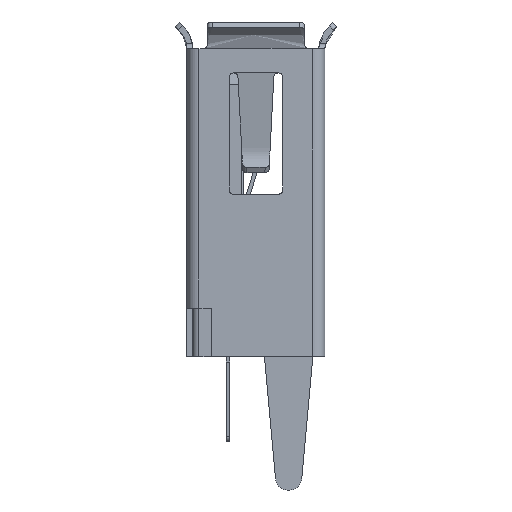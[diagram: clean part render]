
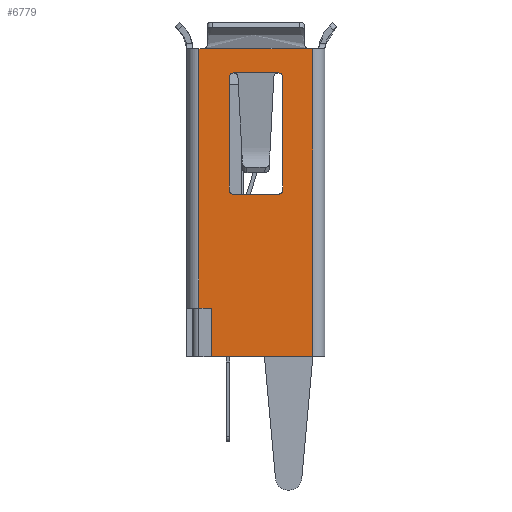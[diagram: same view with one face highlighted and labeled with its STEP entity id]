
A CAD part, left-side view. The second image highlights one B-rep face of the part: STEP entity #6779.
In plain terms, the highlighted planar face has unit normal (-1, 0, 0).
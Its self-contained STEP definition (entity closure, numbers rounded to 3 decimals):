
#161 = VECTOR ( 'NONE', #3967, 1000. ) ;
#241 = FACE_OUTER_BOUND ( 'NONE', #10379, .T. ) ;
#706 = CARTESIAN_POINT ( 'NONE',  ( -6.55, 1.1, 11.53 ) ) ;
#776 = ORIENTED_EDGE ( 'NONE', *, *, #14104, .F. ) ;
#856 = EDGE_CURVE ( 'NONE', #16551, #16489, #17437, .T. ) ;
#1054 = CARTESIAN_POINT ( 'NONE',  ( -6.55, -2.35, 12.7 ) ) ;
#1184 = CARTESIAN_POINT ( 'NONE',  ( -6.55, -0.93, 6.7 ) ) ;
#1213 = VECTOR ( 'NONE', #23076, 1000. ) ;
#1420 = ORIENTED_EDGE ( 'NONE', *, *, #25967, .T. ) ;
#1706 = EDGE_CURVE ( 'NONE', #31466, #18585, #26308, .T. ) ;
#1864 = CIRCLE ( 'NONE', #4976, 0.17 ) ;
#2044 = ORIENTED_EDGE ( 'NONE', *, *, #17037, .F. ) ;
#2155 = LINE ( 'NONE', #2811, #7802 ) ;
#2173 = CIRCLE ( 'NONE', #25085, 0.17 ) ;
#2231 = LINE ( 'NONE', #21795, #9296 ) ;
#2381 = EDGE_CURVE ( 'NONE', #3806, #18585, #1864, .T. ) ;
#2570 = DIRECTION ( 'NONE',  ( 0., 1., 0. ) ) ;
#2639 = CARTESIAN_POINT ( 'NONE',  ( -6.55, 1.85, 0. ) ) ;
#2811 = CARTESIAN_POINT ( 'NONE',  ( -6.55, -2.35, 12.7 ) ) ;
#2906 = CARTESIAN_POINT ( 'NONE',  ( -6.55, 1.1, 11.7 ) ) ;
#3754 = CARTESIAN_POINT ( 'NONE',  ( -6.55, 0.93, 6.87 ) ) ;
#3806 = VERTEX_POINT ( 'NONE', #25178 ) ;
#3967 = DIRECTION ( 'NONE',  ( 0., 0., 1. ) ) ;
#4267 = VERTEX_POINT ( 'NONE', #11489 ) ;
#4560 = LINE ( 'NONE', #12387, #11516 ) ;
#4769 = VERTEX_POINT ( 'NONE', #6145 ) ;
#4894 = DIRECTION ( 'NONE',  ( 0., 0., -1. ) ) ;
#4941 = LINE ( 'NONE', #22088, #18751 ) ;
#4976 = AXIS2_PLACEMENT_3D ( 'NONE', #21156, #28523, #13658 ) ;
#5130 = ORIENTED_EDGE ( 'NONE', *, *, #17301, .F. ) ;
#5217 = DIRECTION ( 'NONE',  ( 0., 0., 1. ) ) ;
#5299 = DIRECTION ( 'NONE',  ( 0., 1., 0. ) ) ;
#5333 = CIRCLE ( 'NONE', #10548, 0.17 ) ;
#5356 = CARTESIAN_POINT ( 'NONE',  ( -6.55, 0.93, 11.53 ) ) ;
#5466 = ORIENTED_EDGE ( 'NONE', *, *, #14221, .F. ) ;
#5503 = EDGE_CURVE ( 'NONE', #9261, #27863, #17832, .T. ) ;
#6059 = CARTESIAN_POINT ( 'NONE',  ( -6.55, 2.35, 2. ) ) ;
#6145 = CARTESIAN_POINT ( 'NONE',  ( -6.55, 1.1, 6.87 ) ) ;
#6706 = CARTESIAN_POINT ( 'NONE',  ( -6.55, -2.35, 12.7 ) ) ;
#6779 = ADVANCED_FACE ( 'NONE', ( #7712, #241 ), #20150, .F. ) ;
#7712 = FACE_BOUND ( 'NONE', #25429, .T. ) ;
#7802 = VECTOR ( 'NONE', #17346, 1000. ) ;
#8295 = DIRECTION ( 'NONE',  ( 1., 0., 0. ) ) ;
#8607 = ORIENTED_EDGE ( 'NONE', *, *, #19138, .F. ) ;
#9245 = LINE ( 'NONE', #11519, #15239 ) ;
#9261 = VERTEX_POINT ( 'NONE', #24695 ) ;
#9296 = VECTOR ( 'NONE', #29670, 1000. ) ;
#9464 = VERTEX_POINT ( 'NONE', #1184 ) ;
#9666 = ORIENTED_EDGE ( 'NONE', *, *, #2381, .T. ) ;
#9720 = LINE ( 'NONE', #29860, #26713 ) ;
#9931 = AXIS2_PLACEMENT_3D ( 'NONE', #5356, #8295, #17983 ) ;
#10259 = EDGE_CURVE ( 'NONE', #26517, #4769, #24814, .T. ) ;
#10379 = EDGE_LOOP ( 'NONE', ( #31688, #776, #30724, #13531, #5466, #16733, #2044, #13317 ) ) ;
#10548 = AXIS2_PLACEMENT_3D ( 'NONE', #3754, #28864, #18450 ) ;
#10752 = CARTESIAN_POINT ( 'NONE',  ( -6.55, 2.35, 12.7 ) ) ;
#11489 = CARTESIAN_POINT ( 'NONE',  ( -6.55, -2.35, 0. ) ) ;
#11516 = VECTOR ( 'NONE', #14521, 1000. ) ;
#11519 = CARTESIAN_POINT ( 'NONE',  ( -6.55, -2.35, 12.7 ) ) ;
#12089 = LINE ( 'NONE', #6706, #16799 ) ;
#12387 = CARTESIAN_POINT ( 'NONE',  ( -6.55, 1.1, 11.7 ) ) ;
#12809 = LINE ( 'NONE', #25214, #26806 ) ;
#12917 = ORIENTED_EDGE ( 'NONE', *, *, #26435, .T. ) ;
#13248 = CARTESIAN_POINT ( 'NONE',  ( -6.55, 2.35, 12.7 ) ) ;
#13317 = ORIENTED_EDGE ( 'NONE', *, *, #29724, .F. ) ;
#13531 = ORIENTED_EDGE ( 'NONE', *, *, #20249, .T. ) ;
#13605 = DIRECTION ( 'NONE',  ( 1., 0., 0. ) ) ;
#13658 = DIRECTION ( 'NONE',  ( 0., 0., -1. ) ) ;
#13700 = EDGE_CURVE ( 'NONE', #22258, #4769, #5333, .T. ) ;
#14104 = EDGE_CURVE ( 'NONE', #27863, #20384, #30470, .T. ) ;
#14221 = EDGE_CURVE ( 'NONE', #27467, #4267, #12089, .T. ) ;
#14521 = DIRECTION ( 'NONE',  ( 0., 1., 0. ) ) ;
#15045 = CARTESIAN_POINT ( 'NONE',  ( -6.55, 0.93, 11.7 ) ) ;
#15239 = VECTOR ( 'NONE', #21497, 1000. ) ;
#15678 = LINE ( 'NONE', #13248, #26353 ) ;
#16072 = VERTEX_POINT ( 'NONE', #29206 ) ;
#16489 = VERTEX_POINT ( 'NONE', #15045 ) ;
#16551 = VERTEX_POINT ( 'NONE', #25989 ) ;
#16733 = ORIENTED_EDGE ( 'NONE', *, *, #28055, .F. ) ;
#16799 = VECTOR ( 'NONE', #17180, 1000. ) ;
#17037 = EDGE_CURVE ( 'NONE', #20939, #16072, #2231, .T. ) ;
#17180 = DIRECTION ( 'NONE',  ( 0., 0., -1. ) ) ;
#17301 = EDGE_CURVE ( 'NONE', #22258, #9464, #4941, .T. ) ;
#17346 = DIRECTION ( 'NONE',  ( 0., -1., 0. ) ) ;
#17411 = VECTOR ( 'NONE', #5299, 1000. ) ;
#17437 = LINE ( 'NONE', #2906, #17411 ) ;
#17832 = LINE ( 'NONE', #2639, #29990 ) ;
#17983 = DIRECTION ( 'NONE',  ( 0., 0., -1. ) ) ;
#18011 = CARTESIAN_POINT ( 'NONE',  ( -6.55, -1.1, 6.87 ) ) ;
#18060 = CARTESIAN_POINT ( 'NONE',  ( -6.55, 1.85, 2. ) ) ;
#18329 = DIRECTION ( 'NONE',  ( 0., 0., -1. ) ) ;
#18370 = DIRECTION ( 'NONE',  ( 0., 0., -1. ) ) ;
#18450 = DIRECTION ( 'NONE',  ( 0., 0., -1. ) ) ;
#18480 = ORIENTED_EDGE ( 'NONE', *, *, #10259, .F. ) ;
#18585 = VERTEX_POINT ( 'NONE', #29768 ) ;
#18751 = VECTOR ( 'NONE', #32144, 1000. ) ;
#19138 = EDGE_CURVE ( 'NONE', #19651, #16551, #9720, .T. ) ;
#19651 = VERTEX_POINT ( 'NONE', #19917 ) ;
#19917 = CARTESIAN_POINT ( 'NONE',  ( -6.55, -0.911, 11.7 ) ) ;
#19967 = CARTESIAN_POINT ( 'NONE',  ( -6.55, -0.93, 6.87 ) ) ;
#20150 = PLANE ( 'NONE',  #29011 ) ;
#20249 = EDGE_CURVE ( 'NONE', #9261, #4267, #12809, .T. ) ;
#20384 = VERTEX_POINT ( 'NONE', #6059 ) ;
#20939 = VERTEX_POINT ( 'NONE', #21860 ) ;
#21075 = EDGE_CURVE ( 'NONE', #3806, #19651, #4560, .T. ) ;
#21156 = CARTESIAN_POINT ( 'NONE',  ( -6.55, -0.93, 11.53 ) ) ;
#21383 = CIRCLE ( 'NONE', #9931, 0.17 ) ;
#21497 = DIRECTION ( 'NONE',  ( 0., -1., 0. ) ) ;
#21795 = CARTESIAN_POINT ( 'NONE',  ( -6.55, -2.35, 12.7 ) ) ;
#21860 = CARTESIAN_POINT ( 'NONE',  ( -6.55, 2.2, 12.7 ) ) ;
#22088 = CARTESIAN_POINT ( 'NONE',  ( -6.55, 1.1, 6.7 ) ) ;
#22258 = VERTEX_POINT ( 'NONE', #24092 ) ;
#22550 = DIRECTION ( 'NONE',  ( 0., 0., -1. ) ) ;
#22671 = VERTEX_POINT ( 'NONE', #10752 ) ;
#23076 = DIRECTION ( 'NONE',  ( 0., 1., 0. ) ) ;
#24092 = CARTESIAN_POINT ( 'NONE',  ( -6.55, 0.93, 6.7 ) ) ;
#24695 = CARTESIAN_POINT ( 'NONE',  ( -6.55, 1.85, 0. ) ) ;
#24814 = LINE ( 'NONE', #28970, #29770 ) ;
#25085 = AXIS2_PLACEMENT_3D ( 'NONE', #19967, #27482, #22550 ) ;
#25178 = CARTESIAN_POINT ( 'NONE',  ( -6.55, -0.93, 11.7 ) ) ;
#25214 = CARTESIAN_POINT ( 'NONE',  ( -6.55, -2.35, 0. ) ) ;
#25429 = EDGE_LOOP ( 'NONE', ( #18480, #1420, #28634, #8607, #28384, #9666, #30356, #12917, #5130, #28740 ) ) ;
#25546 = DIRECTION ( 'NONE',  ( 0., -1., 0. ) ) ;
#25967 = EDGE_CURVE ( 'NONE', #26517, #16489, #21383, .T. ) ;
#25989 = CARTESIAN_POINT ( 'NONE',  ( -6.55, 0.911, 11.7 ) ) ;
#26308 = LINE ( 'NONE', #26809, #161 ) ;
#26353 = VECTOR ( 'NONE', #18329, 1000. ) ;
#26435 = EDGE_CURVE ( 'NONE', #31466, #9464, #2173, .T. ) ;
#26517 = VERTEX_POINT ( 'NONE', #706 ) ;
#26713 = VECTOR ( 'NONE', #2570, 1000. ) ;
#26806 = VECTOR ( 'NONE', #25546, 1000. ) ;
#26809 = CARTESIAN_POINT ( 'NONE',  ( -6.55, -1.1, 6.7 ) ) ;
#27467 = VERTEX_POINT ( 'NONE', #30305 ) ;
#27482 = DIRECTION ( 'NONE',  ( 1., 0., 0. ) ) ;
#27863 = VERTEX_POINT ( 'NONE', #31205 ) ;
#28055 = EDGE_CURVE ( 'NONE', #16072, #27467, #2155, .T. ) ;
#28384 = ORIENTED_EDGE ( 'NONE', *, *, #21075, .F. ) ;
#28523 = DIRECTION ( 'NONE',  ( 1., 0., 0. ) ) ;
#28634 = ORIENTED_EDGE ( 'NONE', *, *, #856, .F. ) ;
#28740 = ORIENTED_EDGE ( 'NONE', *, *, #13700, .T. ) ;
#28864 = DIRECTION ( 'NONE',  ( 1., 0., 0. ) ) ;
#28970 = CARTESIAN_POINT ( 'NONE',  ( -6.55, 1.1, 6.7 ) ) ;
#29011 = AXIS2_PLACEMENT_3D ( 'NONE', #1054, #13605, #18370 ) ;
#29206 = CARTESIAN_POINT ( 'NONE',  ( -6.55, -2.2, 12.7 ) ) ;
#29670 = DIRECTION ( 'NONE',  ( 0., -1., 0. ) ) ;
#29724 = EDGE_CURVE ( 'NONE', #22671, #20939, #9245, .T. ) ;
#29768 = CARTESIAN_POINT ( 'NONE',  ( -6.55, -1.1, 11.53 ) ) ;
#29770 = VECTOR ( 'NONE', #4894, 1000. ) ;
#29860 = CARTESIAN_POINT ( 'NONE',  ( -6.55, -0.75, 11.7 ) ) ;
#29990 = VECTOR ( 'NONE', #5217, 1000. ) ;
#30305 = CARTESIAN_POINT ( 'NONE',  ( -6.55, -2.35, 12.7 ) ) ;
#30356 = ORIENTED_EDGE ( 'NONE', *, *, #1706, .F. ) ;
#30470 = LINE ( 'NONE', #18060, #1213 ) ;
#30724 = ORIENTED_EDGE ( 'NONE', *, *, #5503, .F. ) ;
#31205 = CARTESIAN_POINT ( 'NONE',  ( -6.55, 1.85, 2. ) ) ;
#31466 = VERTEX_POINT ( 'NONE', #18011 ) ;
#31688 = ORIENTED_EDGE ( 'NONE', *, *, #32297, .T. ) ;
#32144 = DIRECTION ( 'NONE',  ( 0., -1., 0. ) ) ;
#32297 = EDGE_CURVE ( 'NONE', #22671, #20384, #15678, .T. ) ;
